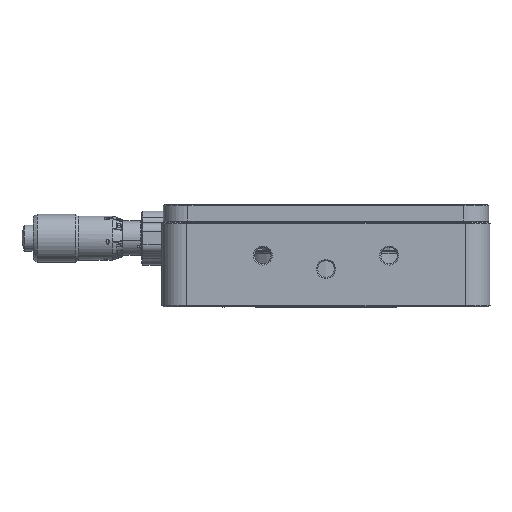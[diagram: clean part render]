
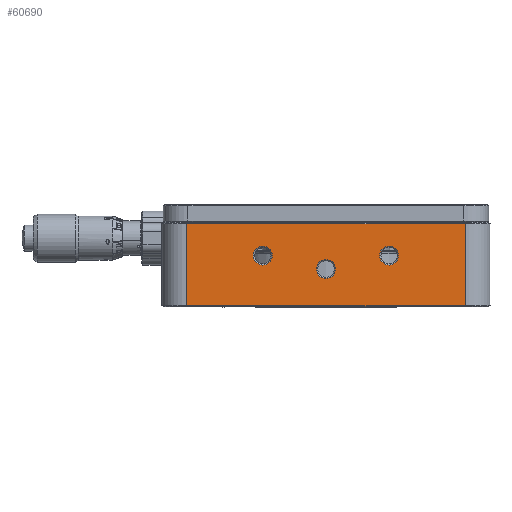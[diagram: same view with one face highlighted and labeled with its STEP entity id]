
A CAD part, front view. The second image highlights one B-rep face of the part: STEP entity #60690.
In plain terms, the highlighted planar face has unit normal (0, 1, 0).
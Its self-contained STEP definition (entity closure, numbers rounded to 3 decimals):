
#1035 = PLANE ( 'NONE',  #46951 ) ;
#1296 = DIRECTION ( 'NONE',  ( 1., 0., 0. ) ) ;
#1497 = VERTEX_POINT ( 'NONE', #36198 ) ;
#1604 = CARTESIAN_POINT ( 'NONE',  ( 28., -33., -8.25 ) ) ;
#1893 = DIRECTION ( 'NONE',  ( 0., 0., 1. ) ) ;
#4141 = DIRECTION ( 'NONE',  ( 0., 0., -1. ) ) ;
#4552 = AXIS2_PLACEMENT_3D ( 'NONE', #8682, #28874, #34168 ) ;
#5987 = EDGE_CURVE ( 'NONE', #17145, #8250, #19934, .T. ) ;
#6348 = FACE_OUTER_BOUND ( 'NONE', #35251, .T. ) ;
#8250 = VERTEX_POINT ( 'NONE', #1604 ) ;
#8682 = CARTESIAN_POINT ( 'NONE',  ( 0., -33., -0.9 ) ) ;
#8769 = CIRCLE ( 'NONE', #4552, 1.9 ) ;
#8853 = EDGE_CURVE ( 'NONE', #1497, #8250, #17065, .T. ) ;
#9079 = CARTESIAN_POINT ( 'NONE',  ( -12.7, -33., -0.1 ) ) ;
#10742 = EDGE_CURVE ( 'NONE', #45833, #45833, #48737, .T. ) ;
#11571 = CARTESIAN_POINT ( 'NONE',  ( -33., -33., 8.25 ) ) ;
#12297 = DIRECTION ( 'NONE',  ( 0., 0., 1. ) ) ;
#12664 = CARTESIAN_POINT ( 'NONE',  ( 0., -33., -2.8 ) ) ;
#13095 = ORIENTED_EDGE ( 'NONE', *, *, #10742, .T. ) ;
#14019 = AXIS2_PLACEMENT_3D ( 'NONE', #64497, #55218, #18745 ) ;
#14598 = EDGE_CURVE ( 'NONE', #45162, #45162, #53219, .T. ) ;
#17065 = LINE ( 'NONE', #47225, #44476 ) ;
#17145 = VERTEX_POINT ( 'NONE', #39904 ) ;
#17263 = DIRECTION ( 'NONE',  ( 0., 1., 0. ) ) ;
#17941 = VERTEX_POINT ( 'NONE', #12664 ) ;
#18745 = DIRECTION ( 'NONE',  ( 0., 0., -1. ) ) ;
#19934 = LINE ( 'NONE', #24903, #21018 ) ;
#21018 = VECTOR ( 'NONE', #40150, 1000. ) ;
#21869 = ORIENTED_EDGE ( 'NONE', *, *, #5987, .F. ) ;
#21905 = CARTESIAN_POINT ( 'NONE',  ( -33., -33., 8.5 ) ) ;
#23338 = AXIS2_PLACEMENT_3D ( 'NONE', #53559, #34297, #4141 ) ;
#24431 = VECTOR ( 'NONE', #1893, 1000. ) ;
#24478 = EDGE_CURVE ( 'NONE', #17145, #65050, #46624, .T. ) ;
#24903 = CARTESIAN_POINT ( 'NONE',  ( -33., -33., -8.25 ) ) ;
#26553 = ORIENTED_EDGE ( 'NONE', *, *, #62551, .T. ) ;
#27117 = LINE ( 'NONE', #11571, #43870 ) ;
#27186 = FACE_BOUND ( 'NONE', #41252, .T. ) ;
#28874 = DIRECTION ( 'NONE',  ( 0., -1., 0. ) ) ;
#32180 = FACE_BOUND ( 'NONE', #42756, .T. ) ;
#32496 = EDGE_CURVE ( 'NONE', #17941, #17941, #8769, .T. ) ;
#34168 = DIRECTION ( 'NONE',  ( 0., 0., -1. ) ) ;
#34297 = DIRECTION ( 'NONE',  ( 0., -1., 0. ) ) ;
#35251 = EDGE_LOOP ( 'NONE', ( #26553, #43039, #21869, #42167 ) ) ;
#36198 = CARTESIAN_POINT ( 'NONE',  ( 28., -33., 8.25 ) ) ;
#37284 = DIRECTION ( 'NONE',  ( 0., 0., -1. ) ) ;
#39904 = CARTESIAN_POINT ( 'NONE',  ( -28., -33., -8.25 ) ) ;
#40150 = DIRECTION ( 'NONE',  ( 1., 0., 0. ) ) ;
#41178 = ORIENTED_EDGE ( 'NONE', *, *, #32496, .T. ) ;
#41252 = EDGE_LOOP ( 'NONE', ( #13095 ) ) ;
#41666 = CARTESIAN_POINT ( 'NONE',  ( -28., -33., 8.5 ) ) ;
#42167 = ORIENTED_EDGE ( 'NONE', *, *, #24478, .T. ) ;
#42756 = EDGE_LOOP ( 'NONE', ( #61155 ) ) ;
#43039 = ORIENTED_EDGE ( 'NONE', *, *, #8853, .T. ) ;
#43870 = VECTOR ( 'NONE', #1296, 1000. ) ;
#44476 = VECTOR ( 'NONE', #37284, 1000. ) ;
#45162 = VERTEX_POINT ( 'NONE', #65403 ) ;
#45833 = VERTEX_POINT ( 'NONE', #9079 ) ;
#46624 = LINE ( 'NONE', #41666, #24431 ) ;
#46951 = AXIS2_PLACEMENT_3D ( 'NONE', #21905, #17263, #12297 ) ;
#47225 = CARTESIAN_POINT ( 'NONE',  ( 28., -33., 8.5 ) ) ;
#48737 = CIRCLE ( 'NONE', #23338, 1.9 ) ;
#53219 = CIRCLE ( 'NONE', #14019, 1.9 ) ;
#53559 = CARTESIAN_POINT ( 'NONE',  ( -12.7, -33., 1.8 ) ) ;
#55218 = DIRECTION ( 'NONE',  ( 0., -1., 0. ) ) ;
#57708 = FACE_BOUND ( 'NONE', #60994, .T. ) ;
#59311 = CARTESIAN_POINT ( 'NONE',  ( -28., -33., 8.25 ) ) ;
#60690 = ADVANCED_FACE ( 'NONE', ( #6348, #27186, #57708, #32180 ), #1035, .T. ) ;
#60994 = EDGE_LOOP ( 'NONE', ( #41178 ) ) ;
#61155 = ORIENTED_EDGE ( 'NONE', *, *, #14598, .T. ) ;
#62551 = EDGE_CURVE ( 'NONE', #65050, #1497, #27117, .T. ) ;
#64497 = CARTESIAN_POINT ( 'NONE',  ( 12.7, -33., 1.8 ) ) ;
#65050 = VERTEX_POINT ( 'NONE', #59311 ) ;
#65403 = CARTESIAN_POINT ( 'NONE',  ( 12.7, -33., -0.1 ) ) ;
